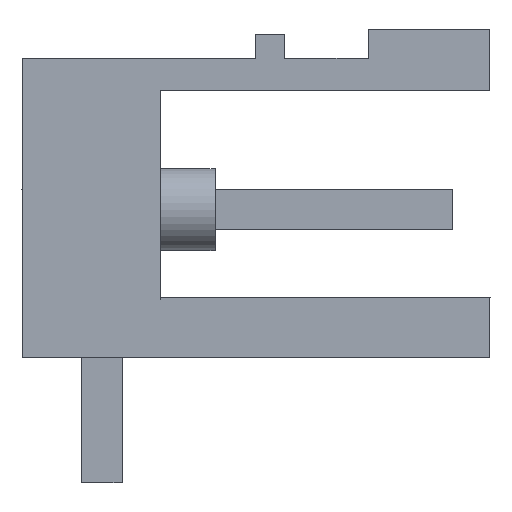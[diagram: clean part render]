
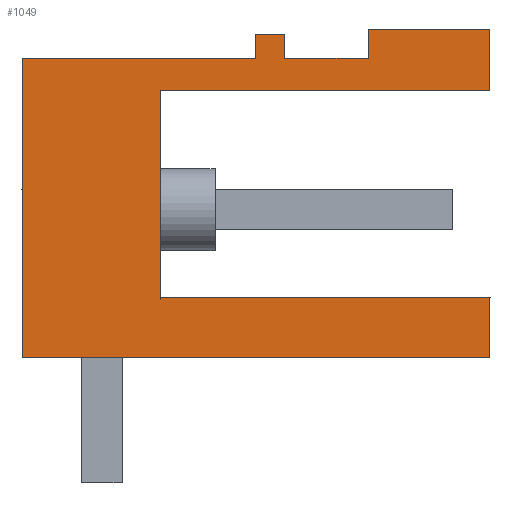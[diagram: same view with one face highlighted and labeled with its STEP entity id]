
A CAD part, left-side view. The second image highlights one B-rep face of the part: STEP entity #1049.
In plain terms, the highlighted planar face has unit normal (-1, 0, 0).
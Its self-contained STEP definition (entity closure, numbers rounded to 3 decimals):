
#949=AXIS2_PLACEMENT_3D('Plane Axis2P3D',#946,#947,#948) ;
#338=CARTESIAN_POINT('Vertex',(0.,12.,1.5)) ;
#341=CARTESIAN_POINT('Line Origine',(0.,12.,5.34)) ;
#345=CARTESIAN_POINT('Vertex',(0.,12.,9.18)) ;
#757=CARTESIAN_POINT('Vertex',(0.,0.,1.5)) ;
#760=CARTESIAN_POINT('Line Origine',(0.,6.,1.5)) ;
#946=CARTESIAN_POINT('Axis2P3D Location',(0.,12.,0.)) ;
#951=CARTESIAN_POINT('Line Origine',(0.,0.,9.146)) ;
#955=CARTESIAN_POINT('Vertex',(0.,0.,8.363)) ;
#957=CARTESIAN_POINT('Vertex',(0.,0.,9.93)) ;
#960=CARTESIAN_POINT('Line Origine',(0.,1.56,9.93)) ;
#964=CARTESIAN_POINT('Vertex',(0.,3.12,9.93)) ;
#967=CARTESIAN_POINT('Line Origine',(0.,3.12,9.555)) ;
#971=CARTESIAN_POINT('Vertex',(0.,3.12,9.18)) ;
#974=CARTESIAN_POINT('Line Origine',(0.,4.195,9.18)) ;
#978=CARTESIAN_POINT('Vertex',(0.,5.27,9.18)) ;
#981=CARTESIAN_POINT('Line Origine',(0.,5.27,9.49)) ;
#985=CARTESIAN_POINT('Vertex',(0.,5.27,9.8)) ;
#988=CARTESIAN_POINT('Line Origine',(0.,5.645,9.8)) ;
#992=CARTESIAN_POINT('Vertex',(0.,6.02,9.8)) ;
#995=CARTESIAN_POINT('Line Origine',(0.,6.02,9.49)) ;
#999=CARTESIAN_POINT('Vertex',(0.,6.02,9.18)) ;
#1002=CARTESIAN_POINT('Line Origine',(0.,9.01,9.18)) ;
#1007=CARTESIAN_POINT('Line Origine',(0.,0.,2.275)) ;
#1011=CARTESIAN_POINT('Vertex',(0.,0.,3.05)) ;
#1014=CARTESIAN_POINT('Line Origine',(0.,4.225,3.05)) ;
#1018=CARTESIAN_POINT('Vertex',(0.,8.45,3.05)) ;
#1021=CARTESIAN_POINT('Line Origine',(0.,8.45,5.707)) ;
#1025=CARTESIAN_POINT('Vertex',(0.,8.45,8.363)) ;
#1028=CARTESIAN_POINT('Line Origine',(0.,4.225,8.363)) ;
#342=DIRECTION('Vector Direction',(0.,0.,-1.)) ;
#761=DIRECTION('Vector Direction',(0.,1.,0.)) ;
#947=DIRECTION('Axis2P3D Direction',(-1.,0.,0.)) ;
#948=DIRECTION('Axis2P3D XDirection',(0.,-1.,0.)) ;
#952=DIRECTION('Vector Direction',(0.,0.,-1.)) ;
#961=DIRECTION('Vector Direction',(0.,1.,0.)) ;
#968=DIRECTION('Vector Direction',(0.,0.,1.)) ;
#975=DIRECTION('Vector Direction',(0.,1.,0.)) ;
#982=DIRECTION('Vector Direction',(0.,0.,1.)) ;
#989=DIRECTION('Vector Direction',(0.,-1.,0.)) ;
#996=DIRECTION('Vector Direction',(0.,0.,1.)) ;
#1003=DIRECTION('Vector Direction',(0.,-1.,0.)) ;
#1008=DIRECTION('Vector Direction',(0.,0.,1.)) ;
#1015=DIRECTION('Vector Direction',(0.,1.,0.)) ;
#1022=DIRECTION('Vector Direction',(0.,0.,1.)) ;
#1029=DIRECTION('Vector Direction',(0.,1.,0.)) ;
#343=VECTOR('Line Direction',#342,1.) ;
#762=VECTOR('Line Direction',#761,1.) ;
#953=VECTOR('Line Direction',#952,1.) ;
#962=VECTOR('Line Direction',#961,1.) ;
#969=VECTOR('Line Direction',#968,1.) ;
#976=VECTOR('Line Direction',#975,1.) ;
#983=VECTOR('Line Direction',#982,1.) ;
#990=VECTOR('Line Direction',#989,1.) ;
#997=VECTOR('Line Direction',#996,1.) ;
#1004=VECTOR('Line Direction',#1003,1.) ;
#1009=VECTOR('Line Direction',#1008,1.) ;
#1016=VECTOR('Line Direction',#1015,1.) ;
#1023=VECTOR('Line Direction',#1022,1.) ;
#1030=VECTOR('Line Direction',#1029,1.) ;
#1034=ORIENTED_EDGE('',*,*,#959,.T.) ;
#1035=ORIENTED_EDGE('',*,*,#966,.T.) ;
#1036=ORIENTED_EDGE('',*,*,#973,.T.) ;
#1037=ORIENTED_EDGE('',*,*,#980,.T.) ;
#1038=ORIENTED_EDGE('',*,*,#987,.T.) ;
#1039=ORIENTED_EDGE('',*,*,#994,.T.) ;
#1040=ORIENTED_EDGE('',*,*,#1001,.T.) ;
#1041=ORIENTED_EDGE('',*,*,#1006,.F.) ;
#1042=ORIENTED_EDGE('',*,*,#347,.T.) ;
#1043=ORIENTED_EDGE('',*,*,#764,.F.) ;
#1044=ORIENTED_EDGE('',*,*,#1013,.T.) ;
#1045=ORIENTED_EDGE('',*,*,#1020,.T.) ;
#1046=ORIENTED_EDGE('',*,*,#1027,.T.) ;
#1047=ORIENTED_EDGE('',*,*,#1032,.T.) ;
#1049=ADVANCED_FACE('Housing',(#1048),#950,.T.) ;
#347=EDGE_CURVE('',#346,#339,#344,.T.) ;
#764=EDGE_CURVE('',#758,#339,#763,.T.) ;
#959=EDGE_CURVE('',#956,#958,#954,.F.) ;
#966=EDGE_CURVE('',#958,#965,#963,.T.) ;
#973=EDGE_CURVE('',#965,#972,#970,.F.) ;
#980=EDGE_CURVE('',#972,#979,#977,.T.) ;
#987=EDGE_CURVE('',#979,#986,#984,.T.) ;
#994=EDGE_CURVE('',#986,#993,#991,.F.) ;
#1001=EDGE_CURVE('',#993,#1000,#998,.F.) ;
#1006=EDGE_CURVE('',#346,#1000,#1005,.T.) ;
#1013=EDGE_CURVE('',#758,#1012,#1010,.T.) ;
#1020=EDGE_CURVE('',#1012,#1019,#1017,.T.) ;
#1027=EDGE_CURVE('',#1019,#1026,#1024,.T.) ;
#1032=EDGE_CURVE('',#1026,#956,#1031,.F.) ;
#1033=EDGE_LOOP('',(#1034,#1035,#1036,#1037,#1038,#1039,#1040,#1041,#1042,#1043,#1044,#1045,#1046,#1047)) ;
#1048=FACE_OUTER_BOUND('',#1033,.T.) ;
#344=LINE('Line',#341,#343) ;
#763=LINE('Line',#760,#762) ;
#954=LINE('Line',#951,#953) ;
#963=LINE('Line',#960,#962) ;
#970=LINE('Line',#967,#969) ;
#977=LINE('Line',#974,#976) ;
#984=LINE('Line',#981,#983) ;
#991=LINE('Line',#988,#990) ;
#998=LINE('Line',#995,#997) ;
#1005=LINE('Line',#1002,#1004) ;
#1010=LINE('Line',#1007,#1009) ;
#1017=LINE('Line',#1014,#1016) ;
#1024=LINE('Line',#1021,#1023) ;
#1031=LINE('Line',#1028,#1030) ;
#950=PLANE('',#949) ;
#339=VERTEX_POINT('',#338) ;
#346=VERTEX_POINT('',#345) ;
#758=VERTEX_POINT('',#757) ;
#956=VERTEX_POINT('',#955) ;
#958=VERTEX_POINT('',#957) ;
#965=VERTEX_POINT('',#964) ;
#972=VERTEX_POINT('',#971) ;
#979=VERTEX_POINT('',#978) ;
#986=VERTEX_POINT('',#985) ;
#993=VERTEX_POINT('',#992) ;
#1000=VERTEX_POINT('',#999) ;
#1012=VERTEX_POINT('',#1011) ;
#1019=VERTEX_POINT('',#1018) ;
#1026=VERTEX_POINT('',#1025) ;
